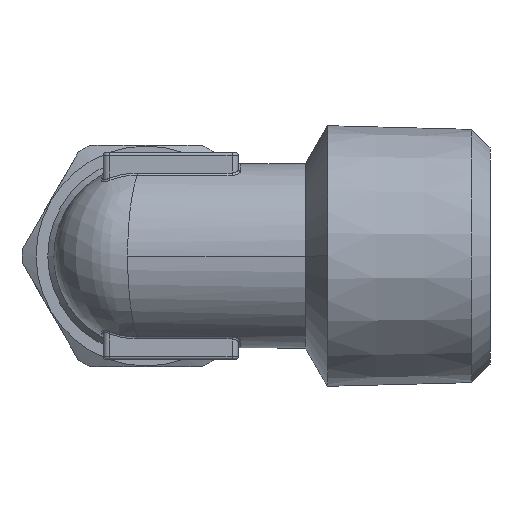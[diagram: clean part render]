
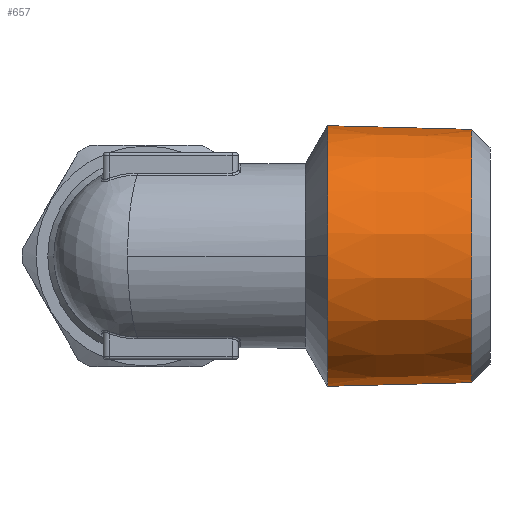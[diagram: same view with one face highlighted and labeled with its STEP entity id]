
A CAD part, left-side view. The second image highlights one B-rep face of the part: STEP entity #657.
In plain terms, the highlighted conical face has half-angle 1.47 degrees and reference radius 10.626 mm.
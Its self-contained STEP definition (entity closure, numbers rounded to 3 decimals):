
#13 = AXIS2_PLACEMENT_3D ( 'NONE', #1670, #1669, #1668 ) ;
#318 = CIRCLE ( 'NONE', #13, 10.607 ) ;
#638 = EDGE_CURVE ( 'NONE', #4844, #4862, #5047, .T. ) ;
#657 = ADVANCED_FACE ( 'NONE', ( #4959 ), #955, .T. ) ;
#813 = ORIENTED_EDGE ( 'NONE', *, *, #4611, .T. ) ;
#814 = ORIENTED_EDGE ( 'NONE', *, *, #638, .T. ) ;
#815 = ORIENTED_EDGE ( 'NONE', *, *, #4162, .F. ) ;
#816 = ORIENTED_EDGE ( 'NONE', *, *, #4624, .F. ) ;
#817 = ORIENTED_EDGE ( 'NONE', *, *, #4088, .T. ) ;
#955 = CONICAL_SURFACE ( 'NONE', #959, 10.626, 0.026 ) ;
#959 = AXIS2_PLACEMENT_3D ( 'NONE', #2104, #2103, #2102 ) ;
#1018 = VECTOR ( 'NONE', #2356, 1000. ) ;
#1136 = CARTESIAN_POINT ( 'NONE',  ( 0., -14.773, 10.607 ) ) ;
#1141 = CARTESIAN_POINT ( 'NONE',  ( 0., -14.773, -10.607 ) ) ;
#1156 = CARTESIAN_POINT ( 'NONE',  ( 0., -26.5, 10.306 ) ) ;
#1171 = CARTESIAN_POINT ( 'NONE',  ( 0., -26.5, -10.306 ) ) ;
#1207 = CARTESIAN_POINT ( 'NONE',  ( -10.607, -14.773, 0. ) ) ;
#1611 = DIRECTION ( 'NONE',  ( 0., 1., -0.026 ) ) ;
#1612 = CARTESIAN_POINT ( 'NONE',  ( 0., -14., -10.626 ) ) ;
#1668 = DIRECTION ( 'NONE',  ( 0., 0., 1. ) ) ;
#1669 = DIRECTION ( 'NONE',  ( 0., -1., 0. ) ) ;
#1670 = CARTESIAN_POINT ( 'NONE',  ( 0., -14.773, 0. ) ) ;
#1940 = DIRECTION ( 'NONE',  ( 0., 0., -1. ) ) ;
#1941 = DIRECTION ( 'NONE',  ( 0., -1., 0. ) ) ;
#1942 = CARTESIAN_POINT ( 'NONE',  ( 0., -26.5, 0. ) ) ;
#2102 = DIRECTION ( 'NONE',  ( 0., 0., 1. ) ) ;
#2103 = DIRECTION ( 'NONE',  ( 0., 1., 0. ) ) ;
#2104 = CARTESIAN_POINT ( 'NONE',  ( 0., -14., 0. ) ) ;
#2356 = DIRECTION ( 'NONE',  ( 0., 1., 0.026 ) ) ;
#2358 = CARTESIAN_POINT ( 'NONE',  ( 0., -14., 10.626 ) ) ;
#2769 = AXIS2_PLACEMENT_3D ( 'NONE', #1942, #1941, #1940 ) ;
#2826 = CIRCLE ( 'NONE', #2769, 10.306 ) ;
#3029 = LINE ( 'NONE', #1612, #4506 ) ;
#3267 = DIRECTION ( 'NONE',  ( 0., 0., 1. ) ) ;
#3268 = DIRECTION ( 'NONE',  ( 0., -1., 0. ) ) ;
#3269 = CARTESIAN_POINT ( 'NONE',  ( 0., -14.773, 0. ) ) ;
#3802 = EDGE_LOOP ( 'NONE', ( #816, #815, #814, #817, #813 ) ) ;
#4088 = EDGE_CURVE ( 'NONE', #4862, #4795, #4359, .T. ) ;
#4162 = EDGE_CURVE ( 'NONE', #4844, #4827, #2826, .T. ) ;
#4330 = AXIS2_PLACEMENT_3D ( 'NONE', #3269, #3268, #3267 ) ;
#4359 = CIRCLE ( 'NONE', #4330, 10.607 ) ;
#4506 = VECTOR ( 'NONE', #1611, 1000. ) ;
#4611 = EDGE_CURVE ( 'NONE', #4795, #4857, #318, .T. ) ;
#4624 = EDGE_CURVE ( 'NONE', #4827, #4857, #3029, .T. ) ;
#4795 = VERTEX_POINT ( 'NONE', #1207 ) ;
#4827 = VERTEX_POINT ( 'NONE', #1171 ) ;
#4844 = VERTEX_POINT ( 'NONE', #1156 ) ;
#4857 = VERTEX_POINT ( 'NONE', #1141 ) ;
#4862 = VERTEX_POINT ( 'NONE', #1136 ) ;
#4959 = FACE_OUTER_BOUND ( 'NONE', #3802, .T. ) ;
#5047 = LINE ( 'NONE', #2358, #1018 ) ;
